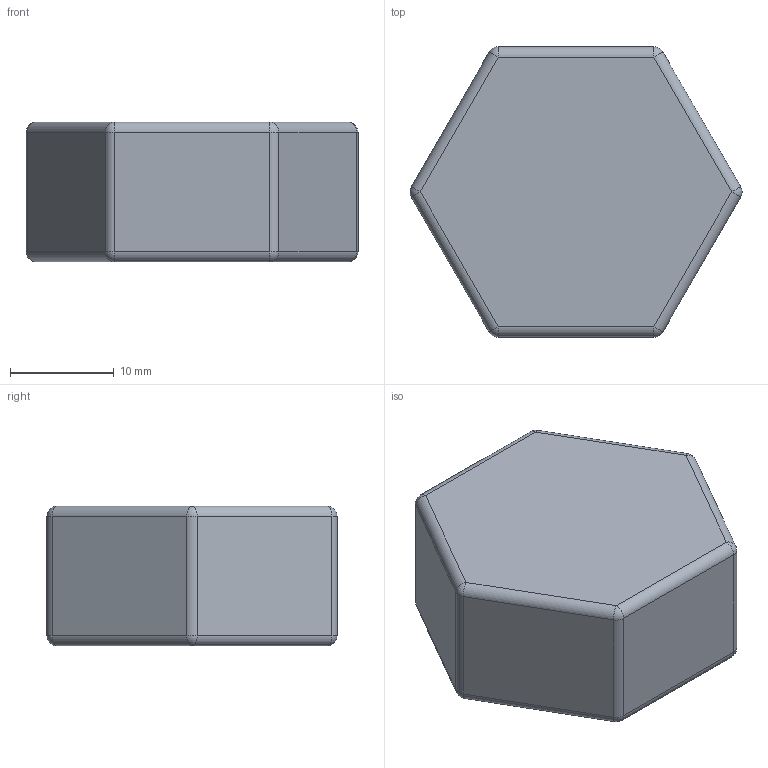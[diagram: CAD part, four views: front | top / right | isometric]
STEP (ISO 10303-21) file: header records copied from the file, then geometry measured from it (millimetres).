
FILE_DESCRIPTION(/* description */ (''),/* implementation_level */ '2;1');
FILE_NAME(/* name */ 'Gas can cap.step',/* time_stamp */ '2025-07-25T20:40:21-05:00',/* author */ (''),/* organization */ (''),/* preprocessor_version */ 'ST-DEVELOPER v20.1',/* originating_system */ 'Autodesk Translation Framework v14.4.0.0',/* authorisation */ '');
FILE_SCHEMA (('AUTOMOTIVE_DESIGN { 1 0 10303 214 3 1 1 }'));
Length unit declared in the file: millimetre
Products named in the file (1): (Unsaved)
Bounding box: 32.02 x 28 x 13.5 mm (x, y, z)
Volume: 5387 mm3; surface area: 3460.8 mm2
Topology: 1 solids, 1 shells, 51 faces, 107 edges, 59 vertices
Faces by surface type: cylinder 23, sphere 12, plane 9, bspline 6, cone 1
Full cylindrical faces by diameter (mm): 19.4 x1, 22 x2
Entity records: 1894 total; most frequent: CARTESIAN_POINT 825, ORIENTED_EDGE 214, DIRECTION 212, EDGE_CURVE 107, AXIS2_PLACEMENT_3D 85, VERTEX_POINT 59, EDGE_LOOP 52, FACE_OUTER_BOUND 51
